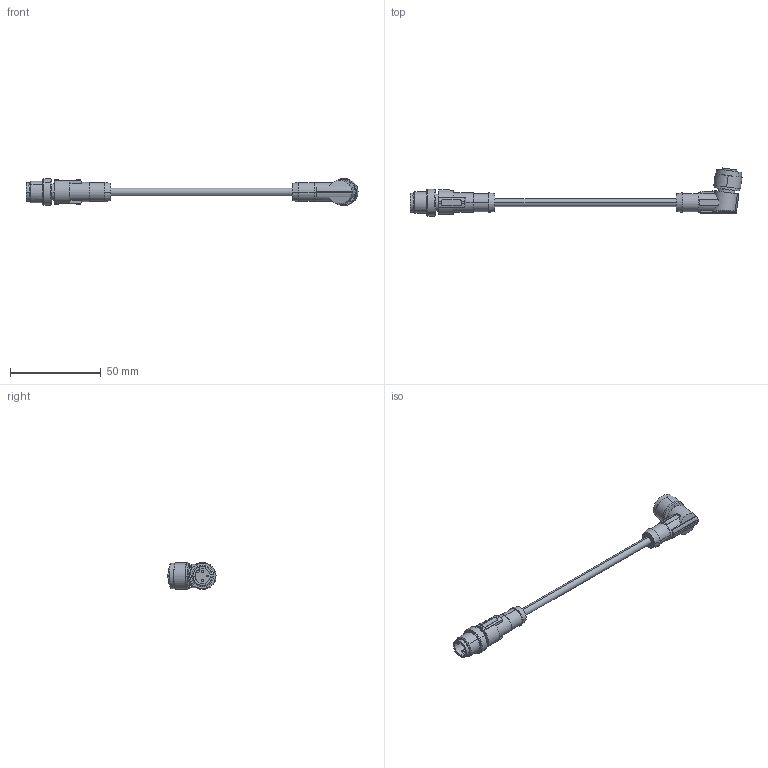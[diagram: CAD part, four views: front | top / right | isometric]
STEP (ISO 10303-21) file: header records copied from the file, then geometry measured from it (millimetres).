
FILE_DESCRIPTION(('SolidDesigner STEP Export'),'2;1');
FILE_NAME('1415523_SAC_3P_M12MS_1.5_PVC_M12FR_2L-select.stp','2015-02-06T 8:26:18',(''),(''),'Creo Elements/Direct Modeling STEP processor for AP214 (Solid Model)','Creo Elements/Direct Modeling 18.1B 29-Sep-2012 (C) Parametric Technology GmbH','');
FILE_SCHEMA(('AUTOMOTIVE_DESIGN { 1 0 10303 214 1 1 1 1 }'));
Length unit declared in the file: millimetre
Products named in the file (2): 1415523_SAC_3P_M12MS_1.5_PVC_M12FR_2L-select
Assembly tree (1 placements, depth 2):
  1415523_SAC_3P_M12MS_1.5_PVC_M12FR_2L-select
    1415523_SAC_3P_M12MS_1.5_PVC_M12FR_2L-select
Bounding box: 182.96 x 26.49 x 14.79 mm (x, y, z)
Volume: 10777.8 mm3; surface area: 6656.8 mm2
Topology: 1 solids, 1 shells, 218 faces, 574 edges, 383 vertices
Faces by surface type: cylinder 92, plane 89, cone 37
Entity records: 10307 total; most frequent: CARTESIAN_POINT 3324, ORIENTED_EDGE 1148, DIRECTION 975, EDGE_CURVE 574, VERTEX_POINT 383, AXIS2_PLACEMENT_3D 354, VECTOR 267, LINE 267
